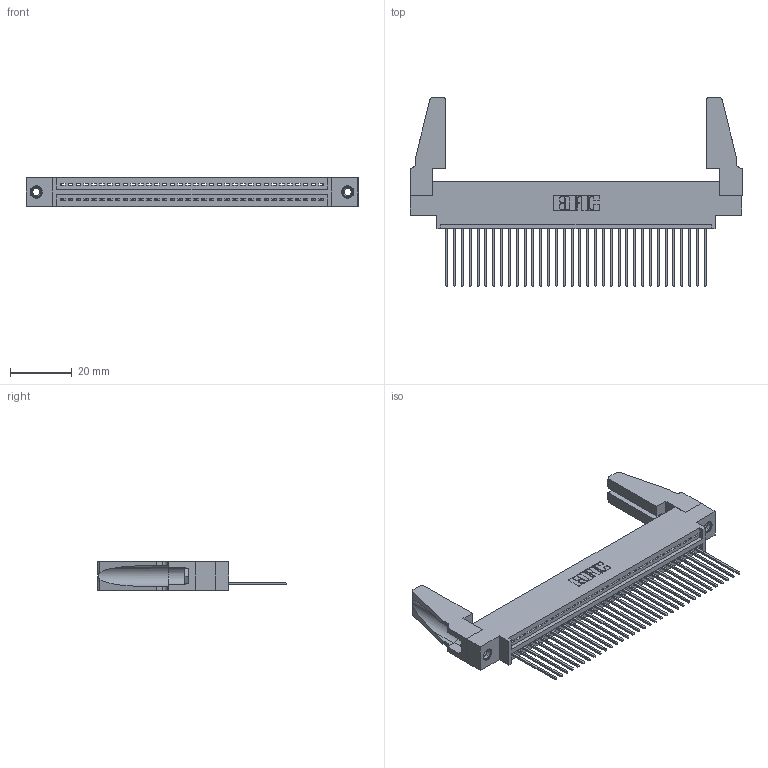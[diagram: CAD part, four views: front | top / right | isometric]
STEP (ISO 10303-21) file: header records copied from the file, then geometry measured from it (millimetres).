
FILE_DESCRIPTION (( 'STEP AP203' ), '1' );
FILE_NAME ('395-034-541-688.STEP', '2019-10-19T17:53:08', ( '' ), ( '' ), 'SwSTEP 2.0', 'SolidWorks 2016', '' );
FILE_SCHEMA (( 'CONFIG_CONTROL_DESIGN' ));
Length unit declared in the file: inch
Products named in the file (5): 345-250-001_345-250-001-102; 345-292-001_345-293-141; 345 Part_0.170 Offset - 0.156 Dia-TH; 395-034-541-688; 345-220-078_345-220-088
Assembly tree (39 placements, depth 2):
  395-034-541-688
    345 Part_0.170 Offset - 0.156 Dia-TH
    345-292-001_345-293-141  x34
    345-250-001_345-250-001-102  x2
    345-220-078_345-220-088  x2
Bounding box: 107.59 x 61.14 x 9.4 mm (x, y, z)
Volume: 13405.2 mm3; surface area: 17299.3 mm2
Topology: 39 solids, 39 shells, 2226 faces, 6651 edges, 4378 vertices
Faces by surface type: plane 1516, cylinder 694, cone 12, torus 4
Entity records: 28964 total; most frequent: CARTESIAN_POINT 5008, ORIENTED_EDGE 4936, DIRECTION 4392, EDGE_CURVE 2468, VECTOR 2158, LINE 2158, VERTEX_POINT 1638, AXIS2_PLACEMENT_3D 1117
